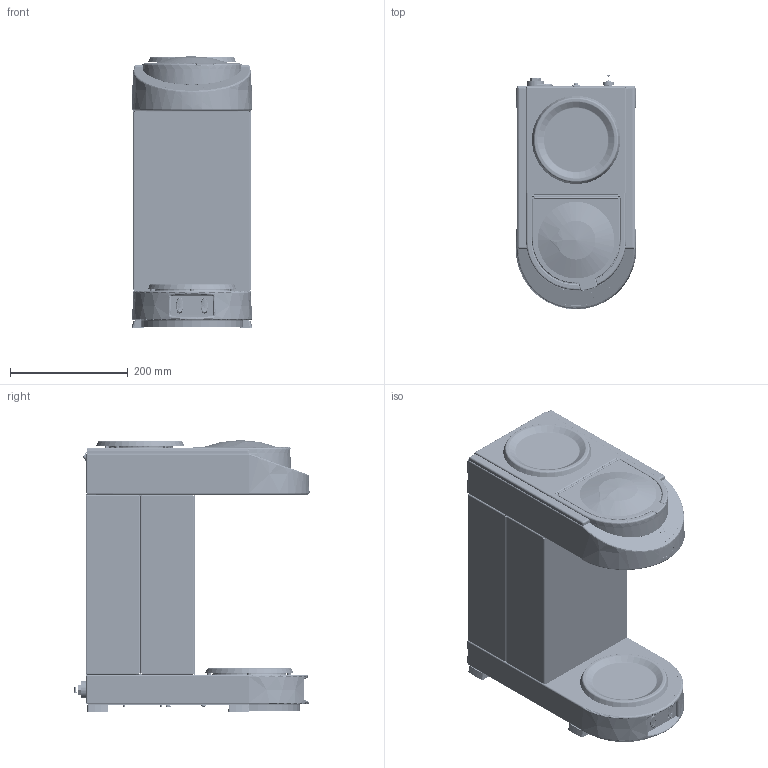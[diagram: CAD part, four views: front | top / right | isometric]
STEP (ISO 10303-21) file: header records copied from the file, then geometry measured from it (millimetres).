
FILE_DESCRIPTION(/* description */ (''),/* implementation_level */ '2;1');
FILE_NAME(/* name */ '10502_Shrinkwrap_1.stp',/* time_stamp */ '2020-04-09T11:38:42+02:00',/* author */ ('jkloosterman'),/* organization */ (''),/* preprocessor_version */ 'ST-DEVELOPER v17.2',/* originating_system */ 'Autodesk Inventor 2019',/* authorisation */ '');
FILE_SCHEMA (('AUTOMOTIVE_DESIGN { 1 0 10303 214 3 1 1 }'));
Products named in the file (1): 10502_Shrinkwrap_1
Bounding box: 205.14 x 399.09 x 461.3 mm (x, y, z)
Volume: 1541827.4 mm3; surface area: 1957607.8 mm2
Topology: 52 solids, 52 shells, 5019 faces, 13311 edges, 8436 vertices
Faces by surface type: plane 2831, cylinder 951, bspline 494, cone 357, torus 290, sphere 96
Full cylindrical faces by diameter (mm): 0.599 x2, 0.6 x1, 0.799 x3, 1.199 x3, 1.5 x4, 1.6 x8, 1.7 x8, 1.998 x2, 2 x8, 2.7 x3, 2.8 x4, 2.9 x1, 3 x11, 3.005 x2, 3.023 x2, 3.1 x1, 3.242 x1, 3.3 x6, 3.5 x23, 3.501 x8, 3.9 x1, 4 x13, 4.5 x20, 5 x8, 6.7 x3, 7 x3, 7.6 x1, 8 x5, 9.5 x1, 10 x5
Entity records: 183033 total; most frequent: CARTESIAN_POINT 54263, ORIENTED_EDGE 26378, DIRECTION 24769, EDGE_CURVE 13189, AXIS2_PLACEMENT_3D 8516, VERTEX_POINT 8436, LINE 7737, VECTOR 7737
